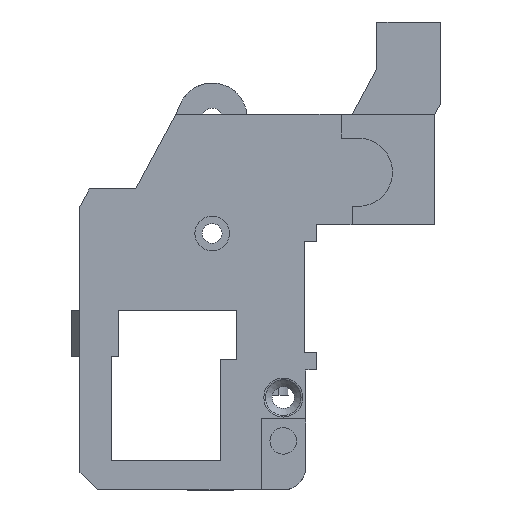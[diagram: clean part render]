
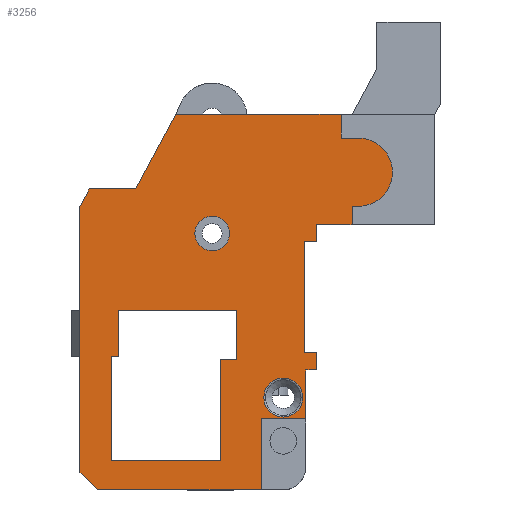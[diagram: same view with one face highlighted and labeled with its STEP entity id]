
A CAD part, front view. The second image highlights one B-rep face of the part: STEP entity #3256.
In plain terms, the highlighted planar face has unit normal (0, -1, 0).
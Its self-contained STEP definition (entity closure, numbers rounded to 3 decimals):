
#1132 = VERTEX_POINT('',#1133);
#1133 = CARTESIAN_POINT('',(14.,-24.2,0.));
#1139 = EDGE_CURVE('',#1140,#1132,#1142,.T.);
#1140 = VERTEX_POINT('',#1141);
#1141 = CARTESIAN_POINT('',(-14.38,-24.2,0.));
#1142 = LINE('',#1143,#1144);
#1143 = CARTESIAN_POINT('',(6.153,-24.2,0.));
#1144 = VECTOR('',#1145,1.);
#1145 = DIRECTION('',(1.,0.,0.));
#1259 = VERTEX_POINT('',#1260);
#1260 = CARTESIAN_POINT('',(-11.99,-24.2,5.1));
#1266 = EDGE_CURVE('',#1259,#1267,#1269,.T.);
#1267 = VERTEX_POINT('',#1268);
#1268 = CARTESIAN_POINT('',(6.91,-24.2,5.1));
#1269 = LINE('',#1270,#1271);
#1270 = CARTESIAN_POINT('',(4.91,-24.2,5.1));
#1271 = VECTOR('',#1272,1.);
#1272 = DIRECTION('',(1.,0.,0.));
#1293 = EDGE_CURVE('',#1267,#1294,#1296,.T.);
#1294 = VERTEX_POINT('',#1295);
#1295 = CARTESIAN_POINT('',(6.91,-24.2,22.6));
#1296 = LINE('',#1297,#1298);
#1297 = CARTESIAN_POINT('',(6.91,-24.2,22.1));
#1298 = VECTOR('',#1299,1.);
#1299 = DIRECTION('',(0.,0.,1.));
#1750 = VERTEX_POINT('',#1751);
#1751 = CARTESIAN_POINT('',(21.45,-24.2,23.75));
#1778 = VERTEX_POINT('',#1779);
#1779 = CARTESIAN_POINT('',(21.45,-24.2,42.95));
#1785 = EDGE_CURVE('',#1778,#1750,#1786,.T.);
#1786 = LINE('',#1787,#1788);
#1787 = CARTESIAN_POINT('',(21.45,-24.2,27.787));
#1788 = VECTOR('',#1789,1.);
#1789 = DIRECTION('',(0.,0.,-1.));
#1982 = VERTEX_POINT('',#1983);
#1983 = CARTESIAN_POINT('',(-17.38,-24.2,3.));
#1989 = EDGE_CURVE('',#1982,#1990,#1992,.T.);
#1990 = VERTEX_POINT('',#1991);
#1991 = CARTESIAN_POINT('',(-17.38,-24.2,49.1));
#1992 = LINE('',#1993,#1994);
#1993 = CARTESIAN_POINT('',(-17.38,-24.2,34.1));
#1994 = VECTOR('',#1995,1.);
#1995 = DIRECTION('',(0.,0.,1.));
#2434 = EDGE_CURVE('',#2435,#2437,#2439,.T.);
#2435 = VERTEX_POINT('',#2436);
#2436 = CARTESIAN_POINT('',(21.7,-24.2,12.313));
#2437 = VERTEX_POINT('',#2438);
#2438 = CARTESIAN_POINT('',(21.7,-24.2,20.77));
#2439 = LINE('',#2440,#2441);
#2440 = CARTESIAN_POINT('',(21.7,-24.2,33.969));
#2441 = VECTOR('',#2442,1.);
#2442 = DIRECTION('',(0.,0.,1.));
#2519 = EDGE_CURVE('',#2520,#1750,#2522,.T.);
#2520 = VERTEX_POINT('',#2521);
#2521 = CARTESIAN_POINT('',(23.55,-24.2,23.75));
#2522 = LINE('',#2523,#2524);
#2523 = CARTESIAN_POINT('',(23.9,-24.2,23.75));
#2524 = VECTOR('',#2525,1.);
#2525 = DIRECTION('',(-1.,0.,0.));
#3236 = EDGE_CURVE('',#3237,#1132,#3239,.T.);
#3237 = VERTEX_POINT('',#3238);
#3238 = CARTESIAN_POINT('',(14.,-24.2,12.3));
#3239 = LINE('',#3240,#3241);
#3240 = CARTESIAN_POINT('',(14.,-24.2,5.));
#3241 = VECTOR('',#3242,1.);
#3242 = DIRECTION('',(-0.,-0.,-1.));
#3256 = ADVANCED_FACE('',(#3257,#3395,#3445,#3456),#3467,.T.);
#3257 = FACE_BOUND('',#3258,.T.);
#3258 = EDGE_LOOP('',(#3259,#3265,#3266,#3267,#3275,#3282,#3283,#3291,
    #3297,#3298,#3299,#3307,#3315,#3323,#3331,#3339,#3348,#3356,#3364,
    #3372,#3380,#3388,#3394));
#3259 = ORIENTED_EDGE('',*,*,#3260,.F.);
#3260 = EDGE_CURVE('',#1140,#1982,#3261,.T.);
#3261 = LINE('',#3262,#3263);
#3262 = CARTESIAN_POINT('',(-14.38,-24.2,0.));
#3263 = VECTOR('',#3264,1.);
#3264 = DIRECTION('',(-0.707,0.,0.707));
#3265 = ORIENTED_EDGE('',*,*,#1139,.T.);
#3266 = ORIENTED_EDGE('',*,*,#3236,.F.);
#3267 = ORIENTED_EDGE('',*,*,#3268,.F.);
#3268 = EDGE_CURVE('',#3269,#3237,#3271,.T.);
#3269 = VERTEX_POINT('',#3270);
#3270 = CARTESIAN_POINT('',(21.693,-24.2,12.3));
#3271 = LINE('',#3272,#3273);
#3272 = CARTESIAN_POINT('',(22.,-24.2,12.3));
#3273 = VECTOR('',#3274,1.);
#3274 = DIRECTION('',(-1.,0.,0.));
#3275 = ORIENTED_EDGE('',*,*,#3276,.T.);
#3276 = EDGE_CURVE('',#3269,#2435,#3277,.T.);
#3277 = CIRCLE('',#3278,0.8);
#3278 = AXIS2_PLACEMENT_3D('',#3279,#3280,#3281);
#3279 = CARTESIAN_POINT('',(21.,-24.2,12.7));
#3280 = DIRECTION('',(0.,-1.,0.));
#3281 = DIRECTION('',(0.707,0.,-0.707));
#3282 = ORIENTED_EDGE('',*,*,#2434,.T.);
#3283 = ORIENTED_EDGE('',*,*,#3284,.T.);
#3284 = EDGE_CURVE('',#2437,#3285,#3287,.T.);
#3285 = VERTEX_POINT('',#3286);
#3286 = CARTESIAN_POINT('',(23.55,-24.2,20.77));
#3287 = LINE('',#3288,#3289);
#3288 = CARTESIAN_POINT('',(21.7,-24.2,20.77));
#3289 = VECTOR('',#3290,1.);
#3290 = DIRECTION('',(1.,0.,0.));
#3291 = ORIENTED_EDGE('',*,*,#3292,.F.);
#3292 = EDGE_CURVE('',#2520,#3285,#3293,.T.);
#3293 = LINE('',#3294,#3295);
#3294 = CARTESIAN_POINT('',(23.55,-24.2,45.9));
#3295 = VECTOR('',#3296,1.);
#3296 = DIRECTION('',(0.,0.,-1.));
#3297 = ORIENTED_EDGE('',*,*,#2519,.T.);
#3298 = ORIENTED_EDGE('',*,*,#1785,.F.);
#3299 = ORIENTED_EDGE('',*,*,#3300,.F.);
#3300 = EDGE_CURVE('',#3301,#1778,#3303,.T.);
#3301 = VERTEX_POINT('',#3302);
#3302 = CARTESIAN_POINT('',(23.55,-24.2,42.95));
#3303 = LINE('',#3304,#3305);
#3304 = CARTESIAN_POINT('',(14.506,-24.2,42.95));
#3305 = VECTOR('',#3306,1.);
#3306 = DIRECTION('',(-1.,0.,0.));
#3307 = ORIENTED_EDGE('',*,*,#3308,.F.);
#3308 = EDGE_CURVE('',#3309,#3301,#3311,.T.);
#3309 = VERTEX_POINT('',#3310);
#3310 = CARTESIAN_POINT('',(23.55,-24.2,45.9));
#3311 = LINE('',#3312,#3313);
#3312 = CARTESIAN_POINT('',(23.55,-24.2,45.9));
#3313 = VECTOR('',#3314,1.);
#3314 = DIRECTION('',(0.,0.,-1.));
#3315 = ORIENTED_EDGE('',*,*,#3316,.F.);
#3316 = EDGE_CURVE('',#3317,#3309,#3319,.T.);
#3317 = VERTEX_POINT('',#3318);
#3318 = CARTESIAN_POINT('',(29.7,-24.2,45.9));
#3319 = LINE('',#3320,#3321);
#3320 = CARTESIAN_POINT('',(23.8,-24.2,45.9));
#3321 = VECTOR('',#3322,1.);
#3322 = DIRECTION('',(-1.,0.,0.));
#3323 = ORIENTED_EDGE('',*,*,#3324,.T.);
#3324 = EDGE_CURVE('',#3317,#3325,#3327,.T.);
#3325 = VERTEX_POINT('',#3326);
#3326 = CARTESIAN_POINT('',(29.7,-24.2,49.1));
#3327 = LINE('',#3328,#3329);
#3328 = CARTESIAN_POINT('',(29.7,-24.2,45.9));
#3329 = VECTOR('',#3330,1.);
#3330 = DIRECTION('',(0.,0.,1.));
#3331 = ORIENTED_EDGE('',*,*,#3332,.F.);
#3332 = EDGE_CURVE('',#3333,#3325,#3335,.T.);
#3333 = VERTEX_POINT('',#3334);
#3334 = CARTESIAN_POINT('',(30.8,-24.2,49.1));
#3335 = LINE('',#3336,#3337);
#3336 = CARTESIAN_POINT('',(38.2,-24.2,49.1));
#3337 = VECTOR('',#3338,1.);
#3338 = DIRECTION('',(-1.,-0.,-0.));
#3339 = ORIENTED_EDGE('',*,*,#3340,.T.);
#3340 = EDGE_CURVE('',#3333,#3341,#3343,.T.);
#3341 = VERTEX_POINT('',#3342);
#3342 = CARTESIAN_POINT('',(30.8,-24.2,60.9));
#3343 = CIRCLE('',#3344,5.9);
#3344 = AXIS2_PLACEMENT_3D('',#3345,#3346,#3347);
#3345 = CARTESIAN_POINT('',(30.8,-24.2,55.));
#3346 = DIRECTION('',(0.,-1.,0.));
#3347 = DIRECTION('',(1.,0.,0.));
#3348 = ORIENTED_EDGE('',*,*,#3349,.T.);
#3349 = EDGE_CURVE('',#3341,#3350,#3352,.T.);
#3350 = VERTEX_POINT('',#3351);
#3351 = CARTESIAN_POINT('',(27.8,-24.2,60.9));
#3352 = LINE('',#3353,#3354);
#3353 = CARTESIAN_POINT('',(30.8,-24.2,60.9));
#3354 = VECTOR('',#3355,1.);
#3355 = DIRECTION('',(-1.,0.,0.));
#3356 = ORIENTED_EDGE('',*,*,#3357,.T.);
#3357 = EDGE_CURVE('',#3350,#3358,#3360,.T.);
#3358 = VERTEX_POINT('',#3359);
#3359 = CARTESIAN_POINT('',(27.8,-24.2,65.));
#3360 = LINE('',#3361,#3362);
#3361 = CARTESIAN_POINT('',(27.8,-24.2,45.9));
#3362 = VECTOR('',#3363,1.);
#3363 = DIRECTION('',(0.,0.,1.));
#3364 = ORIENTED_EDGE('',*,*,#3365,.T.);
#3365 = EDGE_CURVE('',#3358,#3366,#3368,.T.);
#3366 = VERTEX_POINT('',#3367);
#3367 = CARTESIAN_POINT('',(-0.811,-24.2,65.));
#3368 = LINE('',#3369,#3370);
#3369 = CARTESIAN_POINT('',(-3.9,-24.2,65.));
#3370 = VECTOR('',#3371,1.);
#3371 = DIRECTION('',(-1.,0.,0.));
#3372 = ORIENTED_EDGE('',*,*,#3373,.F.);
#3373 = EDGE_CURVE('',#3374,#3366,#3376,.T.);
#3374 = VERTEX_POINT('',#3375);
#3375 = CARTESIAN_POINT('',(-7.728,-24.2,52.1));
#3376 = LINE('',#3377,#3378);
#3377 = CARTESIAN_POINT('',(-17.38,-24.2,34.1));
#3378 = VECTOR('',#3379,1.);
#3379 = DIRECTION('',(0.473,0.,0.881));
#3380 = ORIENTED_EDGE('',*,*,#3381,.F.);
#3381 = EDGE_CURVE('',#3382,#3374,#3384,.T.);
#3382 = VERTEX_POINT('',#3383);
#3383 = CARTESIAN_POINT('',(-15.771,-24.2,52.1));
#3384 = LINE('',#3385,#3386);
#3385 = CARTESIAN_POINT('',(-15.771,-24.2,52.1));
#3386 = VECTOR('',#3387,1.);
#3387 = DIRECTION('',(1.,0.,0.));
#3388 = ORIENTED_EDGE('',*,*,#3389,.F.);
#3389 = EDGE_CURVE('',#1990,#3382,#3390,.T.);
#3390 = LINE('',#3391,#3392);
#3391 = CARTESIAN_POINT('',(-17.38,-24.2,49.1));
#3392 = VECTOR('',#3393,1.);
#3393 = DIRECTION('',(0.473,0.,0.881));
#3394 = ORIENTED_EDGE('',*,*,#1989,.F.);
#3395 = FACE_BOUND('',#3396,.T.);
#3396 = EDGE_LOOP('',(#3397,#3407,#3415,#3423,#3429,#3430,#3431,#3439));
#3397 = ORIENTED_EDGE('',*,*,#3398,.F.);
#3398 = EDGE_CURVE('',#3399,#3401,#3403,.T.);
#3399 = VERTEX_POINT('',#3400);
#3400 = CARTESIAN_POINT('',(-10.74,-24.2,31.1));
#3401 = VERTEX_POINT('',#3402);
#3402 = CARTESIAN_POINT('',(-10.74,-24.2,23.1));
#3403 = LINE('',#3404,#3405);
#3404 = CARTESIAN_POINT('',(-10.74,-24.2,5.7));
#3405 = VECTOR('',#3406,1.);
#3406 = DIRECTION('',(-0.,-0.,-1.));
#3407 = ORIENTED_EDGE('',*,*,#3408,.T.);
#3408 = EDGE_CURVE('',#3399,#3409,#3411,.T.);
#3409 = VERTEX_POINT('',#3410);
#3410 = CARTESIAN_POINT('',(9.76,-24.2,31.1));
#3411 = LINE('',#3412,#3413);
#3412 = CARTESIAN_POINT('',(10.216,-24.2,31.1));
#3413 = VECTOR('',#3414,1.);
#3414 = DIRECTION('',(1.,0.,0.));
#3415 = ORIENTED_EDGE('',*,*,#3416,.T.);
#3416 = EDGE_CURVE('',#3409,#3417,#3419,.T.);
#3417 = VERTEX_POINT('',#3418);
#3418 = CARTESIAN_POINT('',(9.76,-24.2,22.6));
#3419 = LINE('',#3420,#3421);
#3420 = CARTESIAN_POINT('',(9.76,-24.2,27.224));
#3421 = VECTOR('',#3422,1.);
#3422 = DIRECTION('',(-0.,0.,-1.));
#3423 = ORIENTED_EDGE('',*,*,#3424,.T.);
#3424 = EDGE_CURVE('',#3417,#1294,#3425,.T.);
#3425 = LINE('',#3426,#3427);
#3426 = CARTESIAN_POINT('',(6.16,-24.2,22.6));
#3427 = VECTOR('',#3428,1.);
#3428 = DIRECTION('',(-1.,-0.,0.));
#3429 = ORIENTED_EDGE('',*,*,#1293,.F.);
#3430 = ORIENTED_EDGE('',*,*,#1266,.F.);
#3431 = ORIENTED_EDGE('',*,*,#3432,.F.);
#3432 = EDGE_CURVE('',#3433,#1259,#3435,.T.);
#3433 = VERTEX_POINT('',#3434);
#3434 = CARTESIAN_POINT('',(-11.99,-24.2,23.1));
#3435 = LINE('',#3436,#3437);
#3436 = CARTESIAN_POINT('',(-11.99,-24.2,5.6));
#3437 = VECTOR('',#3438,1.);
#3438 = DIRECTION('',(-0.,-0.,-1.));
#3439 = ORIENTED_EDGE('',*,*,#3440,.F.);
#3440 = EDGE_CURVE('',#3401,#3433,#3441,.T.);
#3441 = LINE('',#3442,#3443);
#3442 = CARTESIAN_POINT('',(-10.74,-24.2,23.1));
#3443 = VECTOR('',#3444,1.);
#3444 = DIRECTION('',(-1.,-0.,-0.));
#3445 = FACE_BOUND('',#3446,.T.);
#3446 = EDGE_LOOP('',(#3447));
#3447 = ORIENTED_EDGE('',*,*,#3448,.T.);
#3448 = EDGE_CURVE('',#3449,#3449,#3451,.T.);
#3449 = VERTEX_POINT('',#3450);
#3450 = CARTESIAN_POINT('',(17.8,-24.2,12.634));
#3451 = CIRCLE('',#3452,3.366);
#3452 = AXIS2_PLACEMENT_3D('',#3453,#3454,#3455);
#3453 = CARTESIAN_POINT('',(17.8,-24.2,16.));
#3454 = DIRECTION('',(-0.,1.,0.));
#3455 = DIRECTION('',(1.,0.,0.));
#3456 = FACE_BOUND('',#3457,.T.);
#3457 = EDGE_LOOP('',(#3458));
#3458 = ORIENTED_EDGE('',*,*,#3459,.F.);
#3459 = EDGE_CURVE('',#3460,#3460,#3462,.T.);
#3460 = VERTEX_POINT('',#3461);
#3461 = CARTESIAN_POINT('',(8.5,-24.2,44.4));
#3462 = CIRCLE('',#3463,3.);
#3463 = AXIS2_PLACEMENT_3D('',#3464,#3465,#3466);
#3464 = CARTESIAN_POINT('',(5.5,-24.2,44.4));
#3465 = DIRECTION('',(0.,-1.,0.));
#3466 = DIRECTION('',(1.,0.,0.));
#3467 = PLANE('',#3468);
#3468 = AXIS2_PLACEMENT_3D('',#3469,#3470,#3471);
#3469 = CARTESIAN_POINT('',(6.917,-24.2,33.92));
#3470 = DIRECTION('',(-0.,-1.,-0.));
#3471 = DIRECTION('',(0.,0.,-1.));
